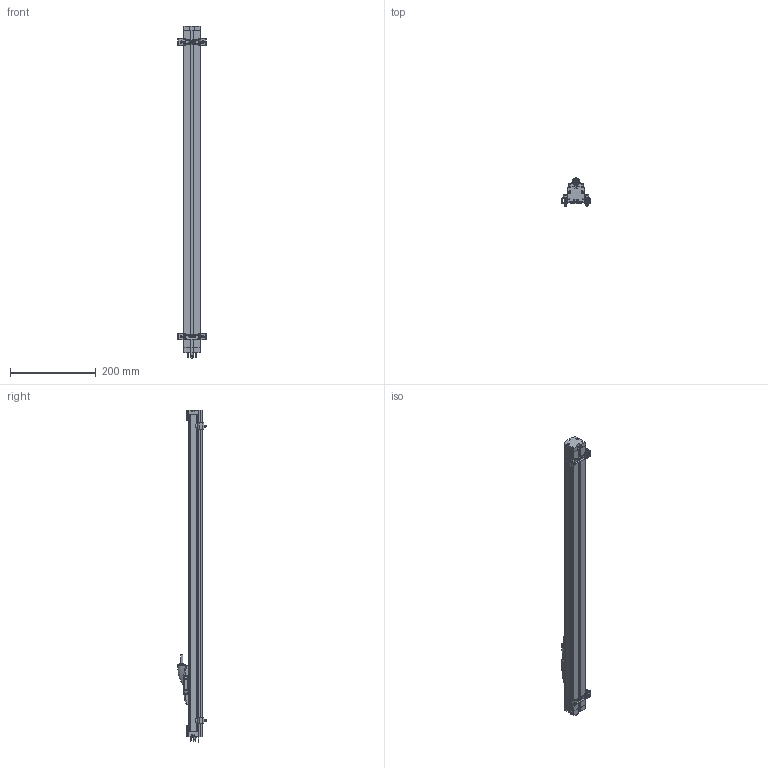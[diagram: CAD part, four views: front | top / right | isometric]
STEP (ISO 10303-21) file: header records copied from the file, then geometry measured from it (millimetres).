
FILE_DESCRIPTION (( 'STEP AP214' ), '1' );
FILE_NAME ('PK-M-0600-L.STEP', '2020-03-18T14:05:17', ( '' ), ( '' ), 'SwSTEP 2.0', 'SolidWorks 2019', '' );
FILE_SCHEMA (( 'AUTOMOTIVE_DESIGN' ));
Length unit declared in the file: inch
Products named in the file (1): PK-M-0600-L
Bounding box: 66 x 65.6 x 773 mm (x, y, z)
Volume: 899136.7 mm3; surface area: 218727.1 mm2
Topology: 27 solids, 27 shells, 1761 faces, 4767 edges, 3118 vertices
Faces by surface type: plane 785, cone 414, cylinder 384, bspline 178
Full cylindrical faces by diameter (mm): 1.3 x2, 1.5 x3, 1.6 x1, 1.65 x3, 2.5 x3, 2.6 x2, 2.75 x2, 2.8 x1, 3 x97, 3.264 x1, 3.3 x4, 3.9 x4, 4 x1, 4.5 x1, 5 x95, 5.3 x2, 5.6 x4, 7.5 x1, 8.1 x1, 8.5 x4, 12 x1, 14 x1, 14.3 x1, 17.4 x1
Entity records: 80202 total; most frequent: CARTESIAN_POINT 19421, DIRECTION 7400, ORIENTED_EDGE 7148, EDGE_CURVE 3574, AXIS2_PLACEMENT_3D 2678, VERTEX_POINT 2566, EDGE_LOOP 2516, VECTOR 2044
